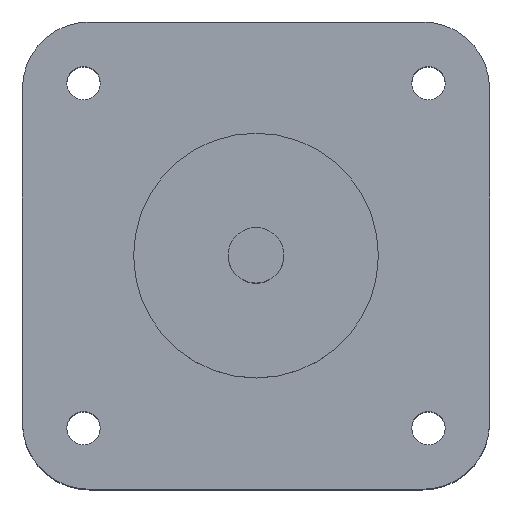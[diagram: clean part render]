
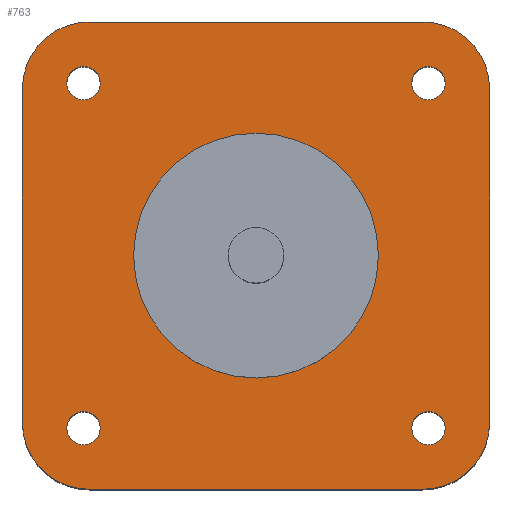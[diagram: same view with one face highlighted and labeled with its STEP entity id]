
A CAD part, top view. The second image highlights one B-rep face of the part: STEP entity #763.
In plain terms, the highlighted planar face has unit normal (0, 0, 1).
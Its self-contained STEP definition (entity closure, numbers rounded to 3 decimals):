
#19=FACE_BOUND('',#128,.T.);
#20=FACE_BOUND('',#129,.T.);
#21=FACE_BOUND('',#130,.T.);
#22=FACE_BOUND('',#131,.T.);
#23=FACE_BOUND('',#132,.T.);
#60=PLANE('',#833);
#81=FACE_OUTER_BOUND('',#127,.T.);
#127=EDGE_LOOP('',(#543,#544,#545,#546,#547,#548,#549,#550));
#128=EDGE_LOOP('',(#551));
#129=EDGE_LOOP('',(#552));
#130=EDGE_LOOP('',(#553));
#131=EDGE_LOOP('',(#554));
#132=EDGE_LOOP('',(#555));
#213=LINE('',#1185,#261);
#216=LINE('',#1191,#264);
#217=LINE('',#1195,#265);
#218=LINE('',#1199,#266);
#261=VECTOR('',#939,10.);
#264=VECTOR('',#944,10.);
#265=VECTOR('',#947,10.);
#266=VECTOR('',#950,10.);
#307=CIRCLE('',#830,6.);
#309=CIRCLE('',#834,6.);
#310=CIRCLE('',#835,6.);
#311=CIRCLE('',#836,6.);
#312=CIRCLE('',#837,11.);
#313=CIRCLE('',#838,1.5);
#314=CIRCLE('',#839,1.5);
#315=CIRCLE('',#840,1.5);
#316=CIRCLE('',#841,1.5);
#359=VERTEX_POINT('',#1175);
#360=VERTEX_POINT('',#1176);
#363=VERTEX_POINT('',#1184);
#365=VERTEX_POINT('',#1190);
#366=VERTEX_POINT('',#1192);
#367=VERTEX_POINT('',#1194);
#368=VERTEX_POINT('',#1196);
#369=VERTEX_POINT('',#1198);
#370=VERTEX_POINT('',#1201);
#371=VERTEX_POINT('',#1203);
#372=VERTEX_POINT('',#1205);
#373=VERTEX_POINT('',#1207);
#374=VERTEX_POINT('',#1209);
#435=EDGE_CURVE('',#359,#360,#307,.T.);
#439=EDGE_CURVE('',#363,#360,#213,.T.);
#442=EDGE_CURVE('',#359,#365,#216,.T.);
#443=EDGE_CURVE('',#366,#365,#309,.T.);
#444=EDGE_CURVE('',#366,#367,#217,.T.);
#445=EDGE_CURVE('',#368,#367,#310,.T.);
#446=EDGE_CURVE('',#368,#369,#218,.T.);
#447=EDGE_CURVE('',#363,#369,#311,.T.);
#448=EDGE_CURVE('',#370,#370,#312,.T.);
#449=EDGE_CURVE('',#371,#371,#313,.T.);
#450=EDGE_CURVE('',#372,#372,#314,.T.);
#451=EDGE_CURVE('',#373,#373,#315,.T.);
#452=EDGE_CURVE('',#374,#374,#316,.T.);
#543=ORIENTED_EDGE('',*,*,#435,.F.);
#544=ORIENTED_EDGE('',*,*,#442,.T.);
#545=ORIENTED_EDGE('',*,*,#443,.F.);
#546=ORIENTED_EDGE('',*,*,#444,.T.);
#547=ORIENTED_EDGE('',*,*,#445,.F.);
#548=ORIENTED_EDGE('',*,*,#446,.T.);
#549=ORIENTED_EDGE('',*,*,#447,.F.);
#550=ORIENTED_EDGE('',*,*,#439,.T.);
#551=ORIENTED_EDGE('',*,*,#448,.T.);
#552=ORIENTED_EDGE('',*,*,#449,.T.);
#553=ORIENTED_EDGE('',*,*,#450,.T.);
#554=ORIENTED_EDGE('',*,*,#451,.T.);
#555=ORIENTED_EDGE('',*,*,#452,.T.);
#763=ADVANCED_FACE('',(#81,#19,#20,#21,#22,#23),#60,.T.);
#830=AXIS2_PLACEMENT_3D('',#1177,#931,#932);
#833=AXIS2_PLACEMENT_3D('',#1189,#942,#943);
#834=AXIS2_PLACEMENT_3D('',#1193,#945,#946);
#835=AXIS2_PLACEMENT_3D('',#1197,#948,#949);
#836=AXIS2_PLACEMENT_3D('',#1200,#951,#952);
#837=AXIS2_PLACEMENT_3D('',#1202,#953,#954);
#838=AXIS2_PLACEMENT_3D('',#1204,#955,#956);
#839=AXIS2_PLACEMENT_3D('',#1206,#957,#958);
#840=AXIS2_PLACEMENT_3D('',#1208,#959,#960);
#841=AXIS2_PLACEMENT_3D('',#1210,#961,#962);
#931=DIRECTION('center_axis',(0.,0.,-1.));
#932=DIRECTION('ref_axis',(-0.707,-0.707,0.));
#939=DIRECTION('',(0.,-1.,0.));
#942=DIRECTION('center_axis',(0.,0.,1.));
#943=DIRECTION('ref_axis',(1.,0.,0.));
#944=DIRECTION('',(1.,0.,0.));
#945=DIRECTION('center_axis',(0.,0.,-1.));
#946=DIRECTION('ref_axis',(0.707,-0.707,0.));
#947=DIRECTION('',(0.,1.,0.));
#948=DIRECTION('center_axis',(0.,0.,-1.));
#949=DIRECTION('ref_axis',(0.707,0.707,0.));
#950=DIRECTION('',(-1.,0.,0.));
#951=DIRECTION('center_axis',(0.,0.,-1.));
#952=DIRECTION('ref_axis',(-0.707,0.707,0.));
#953=DIRECTION('center_axis',(0.,0.,-1.));
#954=DIRECTION('ref_axis',(-1.,0.,0.));
#955=DIRECTION('center_axis',(0.,0.,-1.));
#956=DIRECTION('ref_axis',(-1.,0.,0.));
#957=DIRECTION('center_axis',(0.,0.,-1.));
#958=DIRECTION('ref_axis',(-1.,0.,0.));
#959=DIRECTION('center_axis',(0.,0.,-1.));
#960=DIRECTION('ref_axis',(-1.,0.,0.));
#961=DIRECTION('center_axis',(0.,0.,-1.));
#962=DIRECTION('ref_axis',(-1.,0.,0.));
#1175=CARTESIAN_POINT('',(-5.816,-32.002,9.));
#1176=CARTESIAN_POINT('',(-11.816,-26.002,9.));
#1177=CARTESIAN_POINT('Origin',(-5.816,-26.002,9.));
#1184=CARTESIAN_POINT('',(-11.816,3.998,9.));
#1185=CARTESIAN_POINT('',(-11.816,-32.002,9.));
#1189=CARTESIAN_POINT('Origin',(9.184,-11.002,9.));
#1190=CARTESIAN_POINT('',(24.184,-32.002,9.));
#1191=CARTESIAN_POINT('',(30.184,-32.002,9.));
#1192=CARTESIAN_POINT('',(30.184,-26.002,9.));
#1193=CARTESIAN_POINT('Origin',(24.184,-26.002,9.));
#1194=CARTESIAN_POINT('',(30.184,3.998,9.));
#1195=CARTESIAN_POINT('',(30.184,9.998,9.));
#1196=CARTESIAN_POINT('',(24.184,9.998,9.));
#1197=CARTESIAN_POINT('Origin',(24.184,3.998,9.));
#1198=CARTESIAN_POINT('',(-5.816,9.998,9.));
#1199=CARTESIAN_POINT('',(-11.816,9.998,9.));
#1200=CARTESIAN_POINT('Origin',(-5.816,3.998,9.));
#1201=CARTESIAN_POINT('',(20.184,-11.002,9.));
#1202=CARTESIAN_POINT('Origin',(9.184,-11.002,9.));
#1203=CARTESIAN_POINT('',(26.184,4.498,9.));
#1204=CARTESIAN_POINT('Origin',(24.684,4.498,9.));
#1205=CARTESIAN_POINT('',(-4.816,4.498,9.));
#1206=CARTESIAN_POINT('Origin',(-6.316,4.498,9.));
#1207=CARTESIAN_POINT('',(26.184,-26.502,9.));
#1208=CARTESIAN_POINT('Origin',(24.684,-26.502,9.));
#1209=CARTESIAN_POINT('',(-4.816,-26.502,9.));
#1210=CARTESIAN_POINT('Origin',(-6.316,-26.502,9.));
